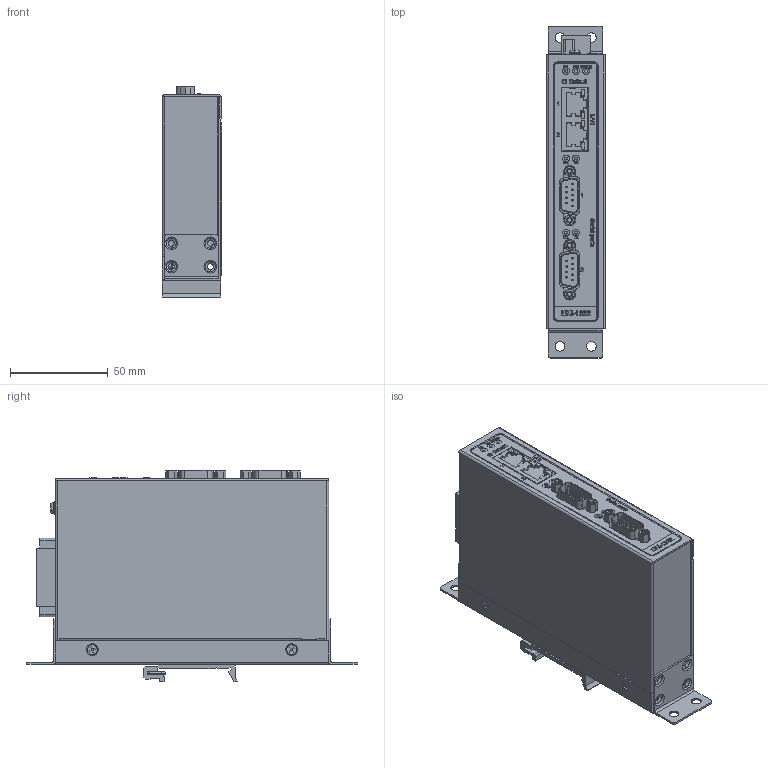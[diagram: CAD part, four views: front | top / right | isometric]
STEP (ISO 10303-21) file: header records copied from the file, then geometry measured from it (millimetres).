
FILE_DESCRIPTION (( 'STEP AP214' ), '1' );
FILE_NAME ('EKI-1222-CE.STEP', '2024-10-07T16:20:31', ( '' ), ( '' ), 'SwSTEP 2.0', 'SolidWorks 2021', '' );
FILE_SCHEMA (( 'AUTOMOTIVE_DESIGN' ));
Length unit declared in the file: inch
Products named in the file (1): EKI-1222-CE
Bounding box: 30.35 x 170 x 108.5 mm (x, y, z)
Volume: 367096.1 mm3; surface area: 110436.1 mm2
Topology: 14 solids, 42 shells, 2361 faces, 6344 edges, 4286 vertices
Faces by surface type: plane 1383, cylinder 430, bspline 370, torus 108, cone 70
Entity records: 93797 total; most frequent: CARTESIAN_POINT 35884, ORIENTED_EDGE 12688, DIRECTION 10507, EDGE_CURVE 6344, VERTEX_POINT 4286, VECTOR 4223, LINE 4223, AXIS2_PLACEMENT_3D 3142
